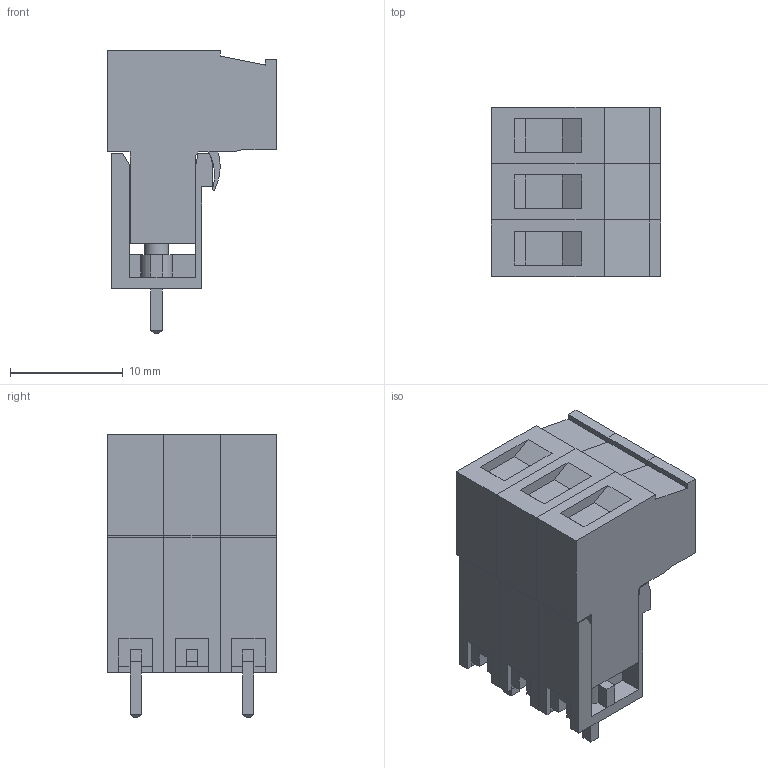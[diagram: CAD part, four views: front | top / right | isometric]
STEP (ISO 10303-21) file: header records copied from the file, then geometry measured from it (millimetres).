
FILE_DESCRIPTION(('FreeCAD Model'),'2;1');
FILE_NAME('AK_H_2_r10.stp', '2017-09-25T22:39:12',('Author'),(''), 'Open CASCADE STEP processor 6.8','FreeCAD','Unknown');
FILE_SCHEMA(('AUTOMOTIVE_DESIGN_CC2 { 1 2 10303 214 -1 1 5 4 }'));
Length unit declared in the file: millimetre
Products named in the file (5): ASSEMBLY; Array; Array001; Array002; Array003
Assembly tree (4 placements, depth 2):
  ASSEMBLY
    Array
    Array001
    Array002
    Array003
Bounding box: 15 x 15 x 25.1 mm (x, y, z)
Volume: 3100.5 mm3; surface area: 3611.5 mm2
Topology: 10 solids, 10 shells, 316 faces, 794 edges, 504 vertices
Faces by surface type: plane 292, cylinder 22, bspline 2
Full cylindrical faces by diameter (mm): 2.13 x3, 4 x3
Entity records: 20948 total; most frequent: CARTESIAN_POINT 4795, DIRECTION 2916, LINE 2142, VECTOR 2142, ORIENTED_EDGE 1612, PCURVE 1588, DEFINITIONAL_REPRESENTATION 1588, EDGE_CURVE 794
